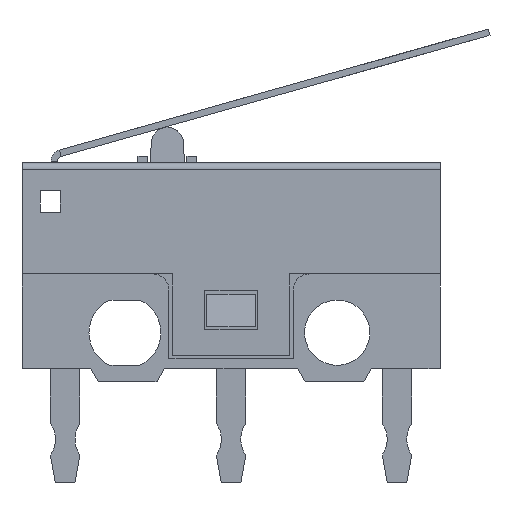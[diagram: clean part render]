
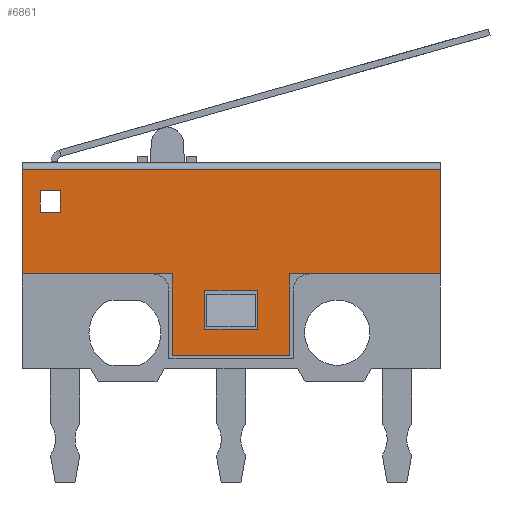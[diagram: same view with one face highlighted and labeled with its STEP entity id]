
A CAD part, front view. The second image highlights one B-rep face of the part: STEP entity #6861.
In plain terms, the highlighted planar face has unit normal (0, -1, 0).
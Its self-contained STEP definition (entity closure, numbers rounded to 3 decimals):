
#335 = ORIENTED_EDGE ( 'NONE', *, *, #4025, .T. ) ;
#613 = FACE_BOUND ( 'NONE', #7671, .T. ) ;
#721 = ORIENTED_EDGE ( 'NONE', *, *, #2251, .F. ) ;
#729 = ORIENTED_EDGE ( 'NONE', *, *, #1939, .F. ) ;
#929 = DIRECTION ( 'NONE',  ( 0., 0., 1. ) ) ;
#987 = VECTOR ( 'NONE', #14645, 1000. ) ;
#1155 = LINE ( 'NONE', #17205, #20755 ) ;
#1259 = VERTEX_POINT ( 'NONE', #14892 ) ;
#1523 = LINE ( 'NONE', #8040, #20434 ) ;
#1539 = ORIENTED_EDGE ( 'NONE', *, *, #21235, .F. ) ;
#1939 = EDGE_CURVE ( 'NONE', #6209, #4662, #8145, .T. ) ;
#2127 = CARTESIAN_POINT ( 'NONE',  ( -6.4, -2.9, 3.3 ) ) ;
#2173 = VECTOR ( 'NONE', #7869, 1000. ) ;
#2204 = VERTEX_POINT ( 'NONE', #12913 ) ;
#2251 = EDGE_CURVE ( 'NONE', #6919, #6209, #8513, .T. ) ;
#2269 = ORIENTED_EDGE ( 'NONE', *, *, #17462, .F. ) ;
#2295 = ORIENTED_EDGE ( 'NONE', *, *, #12122, .T. ) ;
#2393 = VECTOR ( 'NONE', #7473, 1000. ) ;
#2638 = DIRECTION ( 'NONE',  ( -1., 0., 0. ) ) ;
#2779 = CARTESIAN_POINT ( 'NONE',  ( -6.4, -2.9, 6.5 ) ) ;
#3499 = CARTESIAN_POINT ( 'NONE',  ( 6.4, -2.9, 3.3 ) ) ;
#3602 = LINE ( 'NONE', #17832, #17215 ) ;
#3693 = VECTOR ( 'NONE', #4961, 1000. ) ;
#3777 = CARTESIAN_POINT ( 'NONE',  ( 6.4, -2.9, 6.5 ) ) ;
#3853 = VERTEX_POINT ( 'NONE', #16338 ) ;
#3863 = EDGE_LOOP ( 'NONE', ( #7541, #18721, #16975, #2295, #335, #11380, #17730, #14744 ) ) ;
#3894 = VECTOR ( 'NONE', #17223, 1000. ) ;
#4001 = VECTOR ( 'NONE', #10285, 1000. ) ;
#4025 = EDGE_CURVE ( 'NONE', #8530, #7665, #9992, .T. ) ;
#4629 = DIRECTION ( 'NONE',  ( 0., 0., 1. ) ) ;
#4662 = VERTEX_POINT ( 'NONE', #16963 ) ;
#4871 = ORIENTED_EDGE ( 'NONE', *, *, #12616, .F. ) ;
#4961 = DIRECTION ( 'NONE',  ( 0., 0., -1. ) ) ;
#5107 = CARTESIAN_POINT ( 'NONE',  ( -0.8, -2.9, 2.8 ) ) ;
#5150 = VECTOR ( 'NONE', #10558, 1000. ) ;
#5656 = VERTEX_POINT ( 'NONE', #3777 ) ;
#5665 = VECTOR ( 'NONE', #2638, 1000. ) ;
#5770 = CARTESIAN_POINT ( 'NONE',  ( -6.4, -2.9, 3.3 ) ) ;
#6209 = VERTEX_POINT ( 'NONE', #12326 ) ;
#6374 = DIRECTION ( 'NONE',  ( 1., 0., 0. ) ) ;
#6545 = DIRECTION ( 'NONE',  ( 0., 0., -1. ) ) ;
#6851 = CARTESIAN_POINT ( 'NONE',  ( -1.8, -2.9, 3.3 ) ) ;
#6861 = ADVANCED_FACE ( 'NONE', ( #18619, #8975, #613 ), #8775, .F. ) ;
#6919 = VERTEX_POINT ( 'NONE', #11010 ) ;
#7473 = DIRECTION ( 'NONE',  ( -1., 0., 0. ) ) ;
#7541 = ORIENTED_EDGE ( 'NONE', *, *, #18547, .F. ) ;
#7665 = VERTEX_POINT ( 'NONE', #15951 ) ;
#7671 = EDGE_LOOP ( 'NONE', ( #9043, #15027, #729, #721 ) ) ;
#7748 = EDGE_CURVE ( 'NONE', #12809, #15682, #17184, .T. ) ;
#7869 = DIRECTION ( 'NONE',  ( 0., 0., -1. ) ) ;
#7943 = CARTESIAN_POINT ( 'NONE',  ( -1.8, -2.9, 0.8 ) ) ;
#8040 = CARTESIAN_POINT ( 'NONE',  ( -5.848, -2.9, 5.855 ) ) ;
#8054 = VERTEX_POINT ( 'NONE', #8087 ) ;
#8087 = CARTESIAN_POINT ( 'NONE',  ( -5.848, -2.9, 5.184 ) ) ;
#8145 = LINE ( 'NONE', #9553, #8639 ) ;
#8203 = AXIS2_PLACEMENT_3D ( 'NONE', #10486, #15408, #20270 ) ;
#8464 = EDGE_CURVE ( 'NONE', #2204, #14651, #11453, .T. ) ;
#8513 = LINE ( 'NONE', #5107, #21073 ) ;
#8530 = VERTEX_POINT ( 'NONE', #6851 ) ;
#8639 = VECTOR ( 'NONE', #14595, 1000. ) ;
#8762 = CARTESIAN_POINT ( 'NONE',  ( -5.23, -2.9, 5.184 ) ) ;
#8775 = PLANE ( 'NONE',  #8203 ) ;
#8880 = LINE ( 'NONE', #15416, #3894 ) ;
#8902 = EDGE_CURVE ( 'NONE', #8054, #12053, #11182, .T. ) ;
#8975 = FACE_OUTER_BOUND ( 'NONE', #3863, .T. ) ;
#9043 = ORIENTED_EDGE ( 'NONE', *, *, #14991, .F. ) ;
#9553 = CARTESIAN_POINT ( 'NONE',  ( -0.8, -2.9, 1.6 ) ) ;
#9591 = LINE ( 'NONE', #12896, #2173 ) ;
#9928 = DIRECTION ( 'NONE',  ( 0., 0., -1. ) ) ;
#9992 = LINE ( 'NONE', #7943, #3693 ) ;
#10285 = DIRECTION ( 'NONE',  ( 0., 0., -1. ) ) ;
#10286 = CARTESIAN_POINT ( 'NONE',  ( 0.8, -2.9, 2.8 ) ) ;
#10353 = VECTOR ( 'NONE', #4629, 1000. ) ;
#10434 = EDGE_CURVE ( 'NONE', #5656, #2204, #16899, .T. ) ;
#10486 = CARTESIAN_POINT ( 'NONE',  ( -6.4, -2.9, 6.7 ) ) ;
#10497 = EDGE_LOOP ( 'NONE', ( #15859, #1539, #2269, #4871 ) ) ;
#10558 = DIRECTION ( 'NONE',  ( 1., 0., 0. ) ) ;
#11010 = CARTESIAN_POINT ( 'NONE',  ( -0.8, -2.9, 2.8 ) ) ;
#11182 = LINE ( 'NONE', #17393, #12902 ) ;
#11370 = CARTESIAN_POINT ( 'NONE',  ( 1.8, -2.9, 0.8 ) ) ;
#11380 = ORIENTED_EDGE ( 'NONE', *, *, #14367, .T. ) ;
#11453 = LINE ( 'NONE', #19973, #4001 ) ;
#11695 = VERTEX_POINT ( 'NONE', #11370 ) ;
#12053 = VERTEX_POINT ( 'NONE', #8762 ) ;
#12122 = EDGE_CURVE ( 'NONE', #14651, #8530, #16027, .T. ) ;
#12172 = DIRECTION ( 'NONE',  ( -1., 0., 0. ) ) ;
#12326 = CARTESIAN_POINT ( 'NONE',  ( -0.8, -2.9, 1.6 ) ) ;
#12616 = EDGE_CURVE ( 'NONE', #12053, #3853, #20860, .T. ) ;
#12809 = VERTEX_POINT ( 'NONE', #18430 ) ;
#12896 = CARTESIAN_POINT ( 'NONE',  ( 6.4, -2.9, 6.7 ) ) ;
#12902 = VECTOR ( 'NONE', #6374, 1000. ) ;
#12913 = CARTESIAN_POINT ( 'NONE',  ( -6.4, -2.9, 6.5 ) ) ;
#12999 = DIRECTION ( 'NONE',  ( 0., 0., 1. ) ) ;
#13781 = LINE ( 'NONE', #15493, #18982 ) ;
#13954 = EDGE_CURVE ( 'NONE', #11695, #12809, #3602, .T. ) ;
#14367 = EDGE_CURVE ( 'NONE', #7665, #11695, #8880, .T. ) ;
#14542 = CARTESIAN_POINT ( 'NONE',  ( -6.4, -2.9, 3.3 ) ) ;
#14595 = DIRECTION ( 'NONE',  ( 1., 0., 0. ) ) ;
#14645 = DIRECTION ( 'NONE',  ( 1., 0., 0. ) ) ;
#14647 = EDGE_CURVE ( 'NONE', #4662, #16113, #13781, .T. ) ;
#14651 = VERTEX_POINT ( 'NONE', #5770 ) ;
#14744 = ORIENTED_EDGE ( 'NONE', *, *, #7748, .T. ) ;
#14892 = CARTESIAN_POINT ( 'NONE',  ( -5.848, -2.9, 5.855 ) ) ;
#14991 = EDGE_CURVE ( 'NONE', #16113, #6919, #16002, .T. ) ;
#15027 = ORIENTED_EDGE ( 'NONE', *, *, #14647, .F. ) ;
#15408 = DIRECTION ( 'NONE',  ( 0., 1., 0. ) ) ;
#15416 = CARTESIAN_POINT ( 'NONE',  ( -1.8, -2.9, 0.8 ) ) ;
#15493 = CARTESIAN_POINT ( 'NONE',  ( 0.8, -2.9, 2.8 ) ) ;
#15682 = VERTEX_POINT ( 'NONE', #3499 ) ;
#15859 = ORIENTED_EDGE ( 'NONE', *, *, #8902, .F. ) ;
#15951 = CARTESIAN_POINT ( 'NONE',  ( -1.8, -2.9, 0.8 ) ) ;
#15987 = CARTESIAN_POINT ( 'NONE',  ( -5.23, -2.9, 5.855 ) ) ;
#16002 = LINE ( 'NONE', #16104, #5665 ) ;
#16027 = LINE ( 'NONE', #14542, #987 ) ;
#16104 = CARTESIAN_POINT ( 'NONE',  ( -0.8, -2.9, 2.8 ) ) ;
#16113 = VERTEX_POINT ( 'NONE', #10286 ) ;
#16338 = CARTESIAN_POINT ( 'NONE',  ( -5.23, -2.9, 5.855 ) ) ;
#16899 = LINE ( 'NONE', #2779, #2393 ) ;
#16963 = CARTESIAN_POINT ( 'NONE',  ( 0.8, -2.9, 1.6 ) ) ;
#16975 = ORIENTED_EDGE ( 'NONE', *, *, #8464, .T. ) ;
#17184 = LINE ( 'NONE', #2127, #5150 ) ;
#17205 = CARTESIAN_POINT ( 'NONE',  ( -5.848, -2.9, 5.855 ) ) ;
#17215 = VECTOR ( 'NONE', #12999, 1000. ) ;
#17223 = DIRECTION ( 'NONE',  ( 1., 0., 0. ) ) ;
#17393 = CARTESIAN_POINT ( 'NONE',  ( -5.848, -2.9, 5.184 ) ) ;
#17462 = EDGE_CURVE ( 'NONE', #3853, #1259, #1155, .T. ) ;
#17730 = ORIENTED_EDGE ( 'NONE', *, *, #13954, .T. ) ;
#17832 = CARTESIAN_POINT ( 'NONE',  ( 1.8, -2.9, 0.8 ) ) ;
#18430 = CARTESIAN_POINT ( 'NONE',  ( 1.8, -2.9, 3.3 ) ) ;
#18547 = EDGE_CURVE ( 'NONE', #5656, #15682, #9591, .T. ) ;
#18619 = FACE_BOUND ( 'NONE', #10497, .T. ) ;
#18721 = ORIENTED_EDGE ( 'NONE', *, *, #10434, .T. ) ;
#18982 = VECTOR ( 'NONE', #929, 1000. ) ;
#19973 = CARTESIAN_POINT ( 'NONE',  ( -6.4, -2.9, 6.7 ) ) ;
#20270 = DIRECTION ( 'NONE',  ( 0., 0., 1. ) ) ;
#20434 = VECTOR ( 'NONE', #6545, 1000. ) ;
#20755 = VECTOR ( 'NONE', #12172, 1000. ) ;
#20860 = LINE ( 'NONE', #15987, #10353 ) ;
#21073 = VECTOR ( 'NONE', #9928, 1000. ) ;
#21235 = EDGE_CURVE ( 'NONE', #1259, #8054, #1523, .T. ) ;
